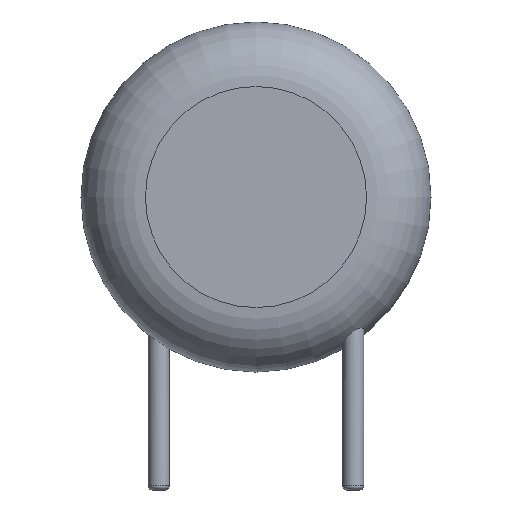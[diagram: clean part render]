
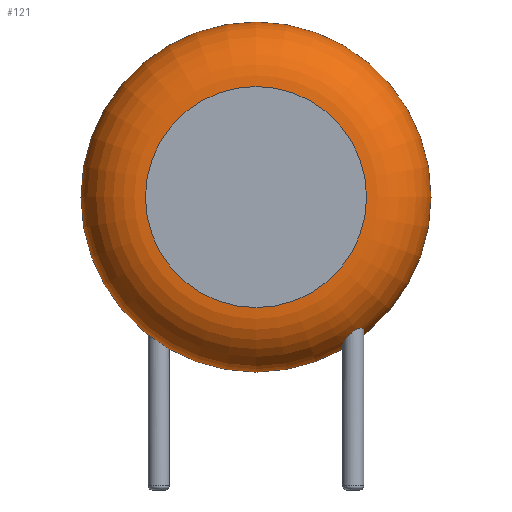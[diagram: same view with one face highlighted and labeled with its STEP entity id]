
A CAD part, front view. The second image highlights one B-rep face of the part: STEP entity #121.
In plain terms, the highlighted toroidal (fillet/blend) face has major radius 2.841 mm and minor radius 1.659 mm.
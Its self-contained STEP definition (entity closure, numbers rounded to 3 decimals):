
#24=VERTEX_POINT('',#25);
#25=CARTESIAN_POINT('',(7.,-0.666,4.53));
#29=DIRECTION('',(0.,-1.,0.));
#30=ORIENTED_EDGE('',*,*,#31,.T.);
#31=EDGE_CURVE('',#24,#24,#32,.T.);
#32=CIRCLE('',#33,4.5);
#33=AXIS2_PLACEMENT_3D('',#34,#29,#35);
#34=CARTESIAN_POINT('',(2.5,-0.666,4.53));
#35=DIRECTION('',(1.,0.,0.));
#121=ADVANCED_FACE('',(#122,#138),#200,.T.);
#122=FACE_BOUND('',#123,.T.);
#123=EDGE_LOOP('',(#30,#124,#132,#137));
#124=ORIENTED_EDGE('',*,*,#125,.T.);
#125=EDGE_CURVE('',#24,#126,#128,.T.);
#126=VERTEX_POINT('',#127);
#127=CARTESIAN_POINT('',(5.341,-2.325,4.53));
#128=CIRCLE('',#129,1.659);
#129=AXIS2_PLACEMENT_3D('',#130,#131,#35);
#130=CARTESIAN_POINT('',(5.341,-0.666,4.53));
#131=DIRECTION('',(0.,0.,-1.));
#132=ORIENTED_EDGE('',*,*,#133,.F.);
#133=EDGE_CURVE('',#126,#126,#134,.T.);
#134=CIRCLE('',#135,2.841);
#135=AXIS2_PLACEMENT_3D('',#136,#29,#35);
#136=CARTESIAN_POINT('',(2.5,-2.325,4.53));
#137=ORIENTED_EDGE('',*,*,#125,.F.);
#138=FACE_BOUND('',#139,.T.);
#139=EDGE_LOOP('',(#140,#157));
#140=ORIENTED_EDGE('',*,*,#141,.T.);
#141=EDGE_CURVE('',#142,#144,#146,.T.);
#142=VERTEX_POINT('',#143);
#143=CARTESIAN_POINT('',(5.27,-1.25,1.119));
#144=VERTEX_POINT('',#145);
#145=CARTESIAN_POINT('',(5.113,-1.005,0.909));
#146=B_SPLINE_CURVE_WITH_KNOTS('',6,(#143,#147,#148,#149,#150,#151,#152,#153,#154,#155,#156,#145),.UNSPECIFIED.,.F.,.F.,(7,5,7),(0.,0.683,1.),.UNSPECIFIED.);
#147=CARTESIAN_POINT('',(5.27,-1.215,1.102));
#148=CARTESIAN_POINT('',(5.264,-1.18,1.082));
#149=CARTESIAN_POINT('',(5.254,-1.146,1.06));
#150=CARTESIAN_POINT('',(5.238,-1.115,1.036));
#151=CARTESIAN_POINT('',(5.217,-1.086,1.011));
#152=CARTESIAN_POINT('',(5.181,-1.049,0.972));
#153=CARTESIAN_POINT('',(5.169,-1.039,0.96));
#154=CARTESIAN_POINT('',(5.156,-1.029,0.947));
#155=CARTESIAN_POINT('',(5.142,-1.02,0.935));
#156=CARTESIAN_POINT('',(5.128,-1.012,0.922));
#157=ORIENTED_EDGE('',*,*,#158,.T.);
#158=EDGE_CURVE('',#144,#142,#159,.T.);
#159=B_SPLINE_CURVE_WITH_KNOTS('',6,(#145,#160,#161,#162,#163,#164,#165,#166,#167,#168,#169,#170,#171,#172,#173,#174,#175,#176,#177,#178,#179,#180,#181,#182,#183,#184,#185,#186,#187,#188,#189,#190,#191,#192,#193,#194,#195,#196,#197,#198,#199,#143),.UNSPECIFIED.,.F.,.F.,(7,5,5,5,5,5,5,5,7),(0.,0.146,0.296,0.438,0.567,0.686,0.81,0.92,1.),.UNSPECIFIED.);
#160=CARTESIAN_POINT('',(5.083,-0.991,0.884));
#161=CARTESIAN_POINT('',(5.05,-0.981,0.858));
#162=CARTESIAN_POINT('',(5.015,-0.976,0.833));
#163=CARTESIAN_POINT('',(4.98,-0.977,0.81));
#164=CARTESIAN_POINT('',(4.945,-0.983,0.789));
#165=CARTESIAN_POINT('',(4.878,-1.006,0.751));
#166=CARTESIAN_POINT('',(4.846,-1.023,0.735));
#167=CARTESIAN_POINT('',(4.817,-1.046,0.723));
#168=CARTESIAN_POINT('',(4.792,-1.072,0.715));
#169=CARTESIAN_POINT('',(4.771,-1.102,0.712));
#170=CARTESIAN_POINT('',(4.742,-1.164,0.716));
#171=CARTESIAN_POINT('',(4.732,-1.196,0.722));
#172=CARTESIAN_POINT('',(4.727,-1.229,0.733));
#173=CARTESIAN_POINT('',(4.727,-1.262,0.747));
#174=CARTESIAN_POINT('',(4.732,-1.294,0.765));
#175=CARTESIAN_POINT('',(4.748,-1.352,0.803));
#176=CARTESIAN_POINT('',(4.759,-1.378,0.824));
#177=CARTESIAN_POINT('',(4.774,-1.402,0.847));
#178=CARTESIAN_POINT('',(4.791,-1.425,0.871));
#179=CARTESIAN_POINT('',(4.811,-1.445,0.896));
#180=CARTESIAN_POINT('',(4.853,-1.478,0.945));
#181=CARTESIAN_POINT('',(4.876,-1.492,0.97));
#182=CARTESIAN_POINT('',(4.9,-1.503,0.994));
#183=CARTESIAN_POINT('',(4.926,-1.512,1.018));
#184=CARTESIAN_POINT('',(4.953,-1.517,1.04));
#185=CARTESIAN_POINT('',(5.009,-1.521,1.084));
#186=CARTESIAN_POINT('',(5.038,-1.52,1.104));
#187=CARTESIAN_POINT('',(5.068,-1.514,1.122));
#188=CARTESIAN_POINT('',(5.097,-1.505,1.137));
#189=CARTESIAN_POINT('',(5.124,-1.492,1.148));
#190=CARTESIAN_POINT('',(5.171,-1.461,1.163));
#191=CARTESIAN_POINT('',(5.191,-1.444,1.167));
#192=CARTESIAN_POINT('',(5.209,-1.424,1.169));
#193=CARTESIAN_POINT('',(5.225,-1.403,1.168));
#194=CARTESIAN_POINT('',(5.238,-1.38,1.164));
#195=CARTESIAN_POINT('',(5.255,-1.34,1.154));
#196=CARTESIAN_POINT('',(5.261,-1.322,1.149));
#197=CARTESIAN_POINT('',(5.266,-1.304,1.143));
#198=CARTESIAN_POINT('',(5.269,-1.286,1.136));
#199=CARTESIAN_POINT('',(5.27,-1.268,1.128));
#200=TOROIDAL_SURFACE('',#33,2.841,1.659);
